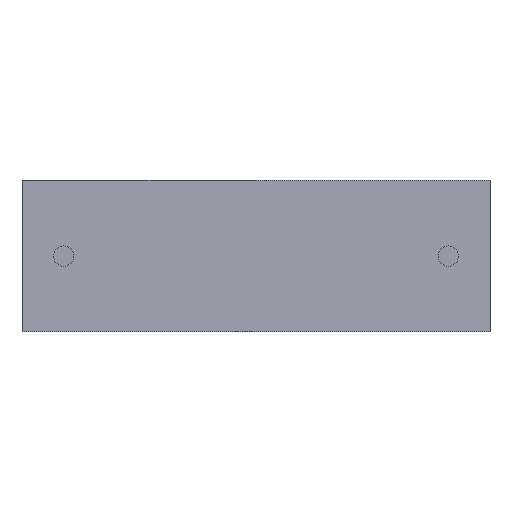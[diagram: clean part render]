
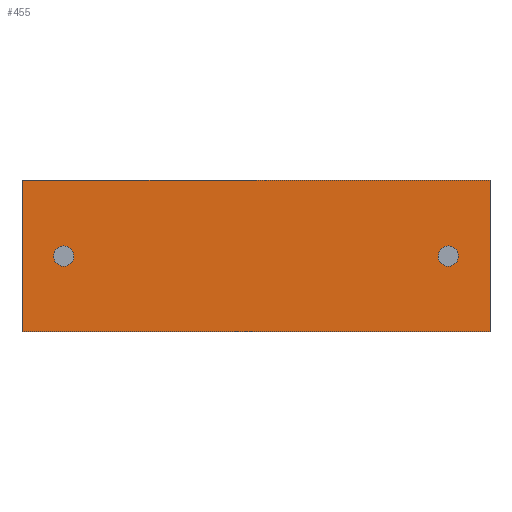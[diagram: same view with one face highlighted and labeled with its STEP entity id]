
A CAD part, front view. The second image highlights one B-rep face of the part: STEP entity #455.
In plain terms, the highlighted planar face has unit normal (0, -1, 0).
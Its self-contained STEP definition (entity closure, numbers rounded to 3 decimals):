
#12 = VERTEX_POINT ( 'NONE', #758 ) ;
#51 = ORIENTED_EDGE ( 'NONE', *, *, #2213, .F. ) ;
#115 = VERTEX_POINT ( 'NONE', #1207 ) ;
#160 = CARTESIAN_POINT ( 'NONE',  ( 1.65, 0., 3.4 ) ) ;
#163 = EDGE_CURVE ( 'NONE', #1541, #1606, #260, .T. ) ;
#171 = ORIENTED_EDGE ( 'NONE', *, *, #1484, .T. ) ;
#199 = CARTESIAN_POINT ( 'NONE',  ( 1.65, 0., 2.6 ) ) ;
#217 = CARTESIAN_POINT ( 'NONE',  ( 16.85, 0., 2.6 ) ) ;
#225 = FACE_BOUND ( 'NONE', #1064, .T. ) ;
#250 = CIRCLE ( 'NONE', #483, 0.4 ) ;
#258 = EDGE_CURVE ( 'NONE', #2063, #12, #607, .T. ) ;
#260 = CIRCLE ( 'NONE', #1601, 0.4 ) ;
#307 = CARTESIAN_POINT ( 'NONE',  ( 16.85, 0., 3. ) ) ;
#334 = CARTESIAN_POINT ( 'NONE',  ( 16.85, 0., 3. ) ) ;
#347 = DIRECTION ( 'NONE',  ( 0., 0., -1. ) ) ;
#455 = ADVANCED_FACE ( 'NONE', ( #2017, #1176, #225 ), #1081, .F. ) ;
#483 = AXIS2_PLACEMENT_3D ( 'NONE', #334, #535, #347 ) ;
#492 = DIRECTION ( 'NONE',  ( 0., 0., -1. ) ) ;
#499 = DIRECTION ( 'NONE',  ( 0., 1., 0. ) ) ;
#535 = DIRECTION ( 'NONE',  ( 0., 1., 0. ) ) ;
#558 = ORIENTED_EDGE ( 'NONE', *, *, #2319, .T. ) ;
#607 = LINE ( 'NONE', #2014, #854 ) ;
#625 = AXIS2_PLACEMENT_3D ( 'NONE', #307, #499, #492 ) ;
#758 = CARTESIAN_POINT ( 'NONE',  ( 18.5, 0., 0. ) ) ;
#853 = CARTESIAN_POINT ( 'NONE',  ( 1.65, 0., 3. ) ) ;
#854 = VECTOR ( 'NONE', #1221, 1000. ) ;
#899 = VECTOR ( 'NONE', #1265, 1000. ) ;
#915 = EDGE_CURVE ( 'NONE', #1730, #2061, #1409, .T. ) ;
#930 = CARTESIAN_POINT ( 'NONE',  ( 16.85, 0., 3.4 ) ) ;
#953 = DIRECTION ( 'NONE',  ( 0., 1., 0. ) ) ;
#961 = CARTESIAN_POINT ( 'NONE',  ( 0., 0., 6. ) ) ;
#1033 = ORIENTED_EDGE ( 'NONE', *, *, #2402, .F. ) ;
#1040 = ORIENTED_EDGE ( 'NONE', *, *, #1047, .F. ) ;
#1047 = EDGE_CURVE ( 'NONE', #1606, #1541, #2342, .T. ) ;
#1064 = EDGE_LOOP ( 'NONE', ( #1936, #1040 ) ) ;
#1081 = PLANE ( 'NONE',  #1973 ) ;
#1090 = CARTESIAN_POINT ( 'NONE',  ( 1.65, 0., 3. ) ) ;
#1176 = FACE_OUTER_BOUND ( 'NONE', #1776, .T. ) ;
#1207 = CARTESIAN_POINT ( 'NONE',  ( 0., 0., 6. ) ) ;
#1221 = DIRECTION ( 'NONE',  ( 1., 0., 0. ) ) ;
#1229 = DIRECTION ( 'NONE',  ( 0., 0., 1. ) ) ;
#1265 = DIRECTION ( 'NONE',  ( 0., 0., -1. ) ) ;
#1409 = CIRCLE ( 'NONE', #625, 0.4 ) ;
#1469 = DIRECTION ( 'NONE',  ( 0., 0., 1. ) ) ;
#1484 = EDGE_CURVE ( 'NONE', #2061, #1730, #250, .T. ) ;
#1507 = CARTESIAN_POINT ( 'NONE',  ( 18.5, 0., 6. ) ) ;
#1508 = CARTESIAN_POINT ( 'NONE',  ( 0., 0., 6. ) ) ;
#1541 = VERTEX_POINT ( 'NONE', #160 ) ;
#1581 = VECTOR ( 'NONE', #1956, 1000. ) ;
#1597 = CARTESIAN_POINT ( 'NONE',  ( 0., 0., 6. ) ) ;
#1600 = VERTEX_POINT ( 'NONE', #1507 ) ;
#1601 = AXIS2_PLACEMENT_3D ( 'NONE', #853, #2384, #1229 ) ;
#1606 = VERTEX_POINT ( 'NONE', #199 ) ;
#1613 = EDGE_LOOP ( 'NONE', ( #171, #1868 ) ) ;
#1644 = VECTOR ( 'NONE', #2141, 1000. ) ;
#1649 = CARTESIAN_POINT ( 'NONE',  ( 18.5, 0., 6. ) ) ;
#1686 = DIRECTION ( 'NONE',  ( 0., -1., 0. ) ) ;
#1730 = VERTEX_POINT ( 'NONE', #217 ) ;
#1776 = EDGE_LOOP ( 'NONE', ( #2211, #1033, #51, #558 ) ) ;
#1789 = LINE ( 'NONE', #961, #1644 ) ;
#1868 = ORIENTED_EDGE ( 'NONE', *, *, #915, .T. ) ;
#1905 = LINE ( 'NONE', #1649, #899 ) ;
#1936 = ORIENTED_EDGE ( 'NONE', *, *, #163, .F. ) ;
#1956 = DIRECTION ( 'NONE',  ( 0., 0., -1. ) ) ;
#1973 = AXIS2_PLACEMENT_3D ( 'NONE', #1508, #953, #2277 ) ;
#2005 = LINE ( 'NONE', #1597, #1581 ) ;
#2014 = CARTESIAN_POINT ( 'NONE',  ( 0., 0., 0. ) ) ;
#2017 = FACE_BOUND ( 'NONE', #1613, .T. ) ;
#2044 = AXIS2_PLACEMENT_3D ( 'NONE', #1090, #1686, #1469 ) ;
#2061 = VERTEX_POINT ( 'NONE', #930 ) ;
#2063 = VERTEX_POINT ( 'NONE', #2086 ) ;
#2086 = CARTESIAN_POINT ( 'NONE',  ( 0., 0., 0. ) ) ;
#2141 = DIRECTION ( 'NONE',  ( 1., 0., 0. ) ) ;
#2211 = ORIENTED_EDGE ( 'NONE', *, *, #258, .T. ) ;
#2213 = EDGE_CURVE ( 'NONE', #115, #1600, #1789, .T. ) ;
#2277 = DIRECTION ( 'NONE',  ( 0., 0., 1. ) ) ;
#2319 = EDGE_CURVE ( 'NONE', #115, #2063, #2005, .T. ) ;
#2342 = CIRCLE ( 'NONE', #2044, 0.4 ) ;
#2384 = DIRECTION ( 'NONE',  ( 0., -1., 0. ) ) ;
#2402 = EDGE_CURVE ( 'NONE', #1600, #12, #1905, .T. ) ;
